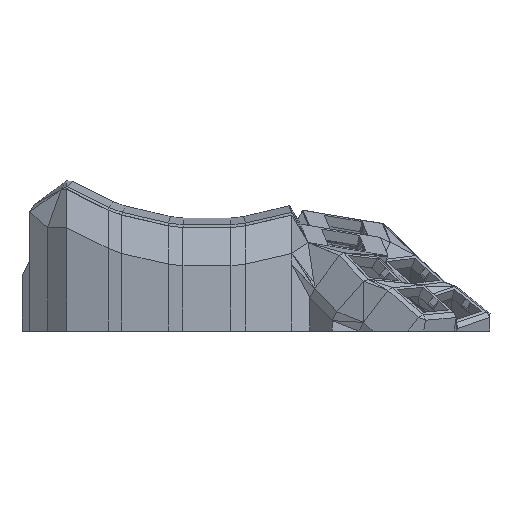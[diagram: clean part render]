
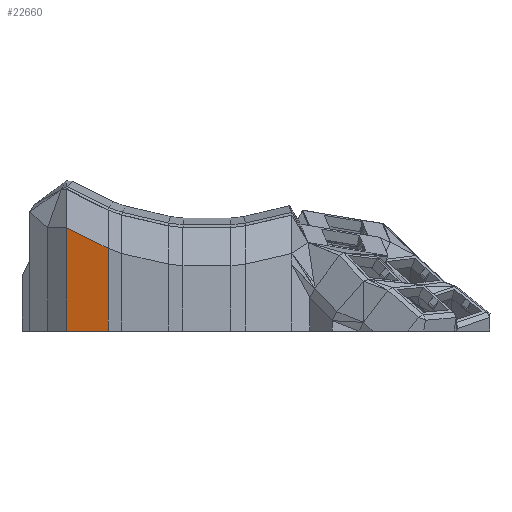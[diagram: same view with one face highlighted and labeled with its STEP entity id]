
A CAD part, left-side view. The second image highlights one B-rep face of the part: STEP entity #22660.
In plain terms, the highlighted planar face has unit normal (-0.961, 0.277, 0).
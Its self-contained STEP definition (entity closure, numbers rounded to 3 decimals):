
#10530 = PLANE('',#10531);
#10531 = AXIS2_PLACEMENT_3D('',#10532,#10533,#10534);
#10532 = CARTESIAN_POINT('',(-175.,-175.,0.));
#10533 = DIRECTION('',(0.,0.,1.));
#10534 = DIRECTION('',(1.,0.,0.));
#16121 = VERTEX_POINT('',#16122);
#16122 = CARTESIAN_POINT('',(-75.613,51.176,0.));
#16135 = PLANE('',#16136);
#16136 = AXIS2_PLACEMENT_3D('',#16137,#16138,#16139);
#16137 = CARTESIAN_POINT('',(-71.543,55.246,
    34.884));
#16138 = DIRECTION('',(0.707,-0.707,0.
    ));
#16139 = DIRECTION('',(0.707,0.707,0.
    ));
#16146 = EDGE_CURVE('',#16121,#16147,#16149,.T.);
#16147 = VERTEX_POINT('',#16148);
#16148 = CARTESIAN_POINT('',(-79.963,36.108,0.));
#16149 = SURFACE_CURVE('',#16150,(#16154,#16160),.PCURVE_S1.);
#16150 = LINE('',#16151,#16152);
#16151 = CARTESIAN_POINT('',(-110.773,-70.624,0.));
#16152 = VECTOR('',#16153,1.);
#16153 = DIRECTION('',(-0.277,-0.961,0.));
#16154 = PCURVE('',#10530,#16155);
#16155 = DEFINITIONAL_REPRESENTATION('',(#16156),#16159);
#16156 = B_SPLINE_CURVE_WITH_KNOTS('',1,(#16157,#16158),.UNSPECIFIED.,
  .F.,.F.,(2,2),(-126.774,-111.09),
  .PIECEWISE_BEZIER_KNOTS.);
#16157 = CARTESIAN_POINT('',(99.387,226.176));
#16158 = CARTESIAN_POINT('',(95.037,211.108));
#16159 = ( GEOMETRIC_REPRESENTATION_CONTEXT(2) 
PARAMETRIC_REPRESENTATION_CONTEXT() REPRESENTATION_CONTEXT('2D SPACE',''
  ) );
#16160 = PCURVE('',#16161,#16166);
#16161 = PLANE('',#16162);
#16162 = AXIS2_PLACEMENT_3D('',#16163,#16164,#16165);
#16163 = CARTESIAN_POINT('',(-78.02,42.838,
    30.591));
#16164 = DIRECTION('',(0.961,-0.277,0.
    ));
#16165 = DIRECTION('',(0.277,0.961,0.));
#16166 = DEFINITIONAL_REPRESENTATION('',(#16167),#16170);
#16167 = B_SPLINE_CURVE_WITH_KNOTS('',1,(#16168,#16169),.UNSPECIFIED.,
  .F.,.F.,(2,2),(-126.774,-111.09),
  .PIECEWISE_BEZIER_KNOTS.);
#16168 = CARTESIAN_POINT('',(8.679,-30.591));
#16169 = CARTESIAN_POINT('',(-7.005,-30.591));
#16170 = ( GEOMETRIC_REPRESENTATION_CONTEXT(2) 
PARAMETRIC_REPRESENTATION_CONTEXT() REPRESENTATION_CONTEXT('2D SPACE',''
  ) );
#16187 = PLANE('',#16188);
#16188 = AXIS2_PLACEMENT_3D('',#16189,#16190,#16191);
#16189 = CARTESIAN_POINT('',(-80.35,34.235,
    28.211));
#16190 = DIRECTION('',(-0.979,0.203,0.
    ));
#16191 = DIRECTION('',(-0.203,-0.979,0.));
#22612 = VERTEX_POINT('',#22613);
#22613 = CARTESIAN_POINT('',(-79.963,36.108,
    30.155));
#22639 = EDGE_CURVE('',#16147,#22612,#22640,.T.);
#22640 = SURFACE_CURVE('',#22641,(#22645,#22652),.PCURVE_S1.);
#22641 = LINE('',#22642,#22643);
#22642 = CARTESIAN_POINT('',(-79.963,36.108,-10.));
#22643 = VECTOR('',#22644,1.);
#22644 = DIRECTION('',(0.,0.,1.));
#22645 = PCURVE('',#16187,#22646);
#22646 = DEFINITIONAL_REPRESENTATION('',(#22647),#22651);
#22647 = LINE('',#22648,#22649);
#22648 = CARTESIAN_POINT('',(-1.912,-38.211));
#22649 = VECTOR('',#22650,1.);
#22650 = DIRECTION('',(0.,1.));
#22651 = ( GEOMETRIC_REPRESENTATION_CONTEXT(2) 
PARAMETRIC_REPRESENTATION_CONTEXT() REPRESENTATION_CONTEXT('2D SPACE',''
  ) );
#22652 = PCURVE('',#16161,#22653);
#22653 = DEFINITIONAL_REPRESENTATION('',(#22654),#22658);
#22654 = LINE('',#22655,#22656);
#22655 = CARTESIAN_POINT('',(-7.005,-40.591));
#22656 = VECTOR('',#22657,1.);
#22657 = DIRECTION('',(0.,1.));
#22658 = ( GEOMETRIC_REPRESENTATION_CONTEXT(2) 
PARAMETRIC_REPRESENTATION_CONTEXT() REPRESENTATION_CONTEXT('2D SPACE',''
  ) );
#22660 = ADVANCED_FACE('',(#22661),#16161,.F.);
#22661 = FACE_BOUND('',#22662,.F.);
#22662 = EDGE_LOOP('',(#22663,#22664,#22665,#22688));
#22663 = ORIENTED_EDGE('',*,*,#22639,.F.);
#22664 = ORIENTED_EDGE('',*,*,#16146,.F.);
#22665 = ORIENTED_EDGE('',*,*,#22666,.F.);
#22666 = EDGE_CURVE('',#22667,#16121,#22669,.T.);
#22667 = VERTEX_POINT('',#22668);
#22668 = CARTESIAN_POINT('',(-75.613,51.176,
    37.689));
#22669 = SURFACE_CURVE('',#22670,(#22674,#22681),.PCURVE_S1.);
#22670 = LINE('',#22671,#22672);
#22671 = CARTESIAN_POINT('',(-75.613,51.176,
    37.689));
#22672 = VECTOR('',#22673,1.);
#22673 = DIRECTION('',(0.,0.,-1.));
#22674 = PCURVE('',#16161,#22675);
#22675 = DEFINITIONAL_REPRESENTATION('',(#22676),#22680);
#22676 = LINE('',#22677,#22678);
#22677 = CARTESIAN_POINT('',(8.679,7.098));
#22678 = VECTOR('',#22679,1.);
#22679 = DIRECTION('',(0.,-1.));
#22680 = ( GEOMETRIC_REPRESENTATION_CONTEXT(2) 
PARAMETRIC_REPRESENTATION_CONTEXT() REPRESENTATION_CONTEXT('2D SPACE',''
  ) );
#22681 = PCURVE('',#16135,#22682);
#22682 = DEFINITIONAL_REPRESENTATION('',(#22683),#22687);
#22683 = LINE('',#22684,#22685);
#22684 = CARTESIAN_POINT('',(-5.755,2.806));
#22685 = VECTOR('',#22686,1.);
#22686 = DIRECTION('',(0.,-1.));
#22687 = ( GEOMETRIC_REPRESENTATION_CONTEXT(2) 
PARAMETRIC_REPRESENTATION_CONTEXT() REPRESENTATION_CONTEXT('2D SPACE',''
  ) );
#22688 = ORIENTED_EDGE('',*,*,#22689,.F.);
#22689 = EDGE_CURVE('',#22612,#22667,#22690,.T.);
#22690 = SURFACE_CURVE('',#22691,(#22695,#22702),.PCURVE_S1.);
#22691 = LINE('',#22692,#22693);
#22692 = CARTESIAN_POINT('',(-79.963,36.108,
    30.155));
#22693 = VECTOR('',#22694,1.);
#22694 = DIRECTION('',(0.25,0.866,0.433));
#22695 = PCURVE('',#16161,#22696);
#22696 = DEFINITIONAL_REPRESENTATION('',(#22697),#22701);
#22697 = LINE('',#22698,#22699);
#22698 = CARTESIAN_POINT('',(-7.005,-0.437));
#22699 = VECTOR('',#22700,1.);
#22700 = DIRECTION('',(0.901,0.433));
#22701 = ( GEOMETRIC_REPRESENTATION_CONTEXT(2) 
PARAMETRIC_REPRESENTATION_CONTEXT() REPRESENTATION_CONTEXT('2D SPACE',''
  ) );
#22702 = PCURVE('',#22703,#22708);
#22703 = PLANE('',#22704);
#22704 = AXIS2_PLACEMENT_3D('',#22705,#22706,#22707);
#22705 = CARTESIAN_POINT('',(-73.73,45.943,
    44.575));
#22706 = DIRECTION('',(0.937,-0.103,-0.335));
#22707 = DIRECTION('',(0.336,0.,0.942));
#22708 = DEFINITIONAL_REPRESENTATION('',(#22709),#22713);
#22709 = LINE('',#22710,#22711);
#22710 = CARTESIAN_POINT('',(-15.676,9.888));
#22711 = VECTOR('',#22712,1.);
#22712 = DIRECTION('',(0.492,-0.871));
#22713 = ( GEOMETRIC_REPRESENTATION_CONTEXT(2) 
PARAMETRIC_REPRESENTATION_CONTEXT() REPRESENTATION_CONTEXT('2D SPACE',''
  ) );
